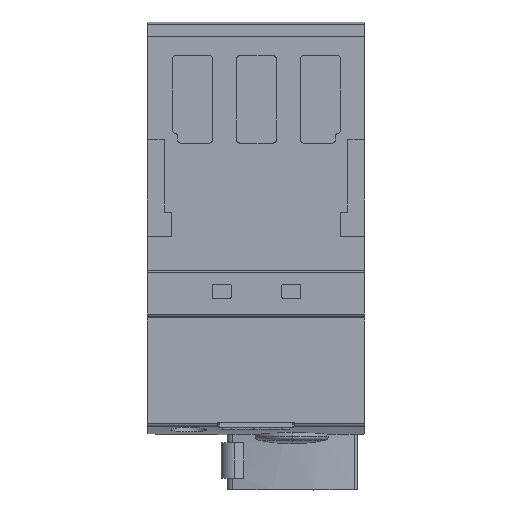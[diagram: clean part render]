
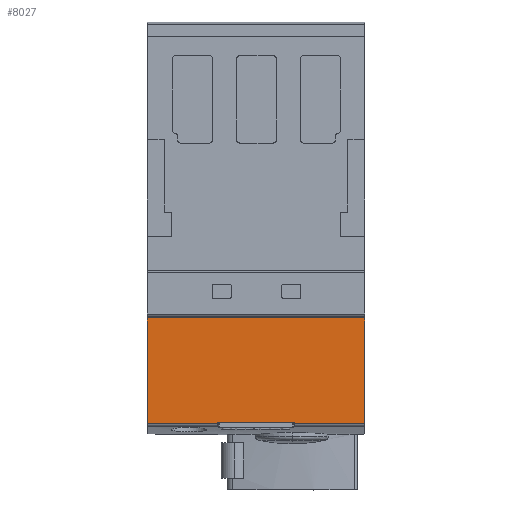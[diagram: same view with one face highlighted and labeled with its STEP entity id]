
A CAD part, top view. The second image highlights one B-rep face of the part: STEP entity #8027.
In plain terms, the highlighted planar face has unit normal (0, -0.004, 1).
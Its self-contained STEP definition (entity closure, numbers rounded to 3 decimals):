
#3439=VERTEX_POINT('',#9988);
#4183=EDGE_CURVE('',#5393,#5269,#10813,.T.);
#4487=EDGE_CURVE('',#3439,#5187,#11147,.T.);
#4519=VERTEX_POINT('',#11183);
#4847=EDGE_CURVE('',#4519,#6039,#11538,.T.);
#5115=EDGE_CURVE('',#8851,#5687,#11834,.T.);
#5187=VERTEX_POINT('',#11912);
#5269=VERTEX_POINT('',#12005);
#5393=VERTEX_POINT('',#12137);
#5687=VERTEX_POINT('',#12451);
#6039=VERTEX_POINT('',#12835);
#7239=EDGE_CURVE('',#3439,#5269,#14135,.T.);
#7865=EDGE_CURVE('',#5687,#5393,#14818,.T.);
#8027=ADVANCED_FACE('',(#14996),#14997,.T.);
#8455=EDGE_CURVE('',#5187,#4519,#15476,.T.);
#8851=VERTEX_POINT('',#15909);
#9625=EDGE_CURVE('',#8851,#6039,#16777,.T.);
#9988=CARTESIAN_POINT('',(-7.9,-83.151,22.909));
#10813=LINE('',#18401,#18402);
#11147=LINE('',#18859,#18860);
#11183=CARTESIAN_POINT('',(7.9,-82.958,22.91));
#11538=LINE('',#19479,#19480);
#11834=LINE('',#19928,#19929);
#11912=CARTESIAN_POINT('',(-7.9,-82.958,22.91));
#12005=CARTESIAN_POINT('',(-22.5,-83.151,22.909));
#12137=CARTESIAN_POINT('',(-22.5,-59.428,23.));
#12451=CARTESIAN_POINT('',(22.5,-59.428,23.));
#12835=CARTESIAN_POINT('',(7.9,-83.151,22.909));
#14135=LINE('',#23335,#23336);
#14818=LINE('',#24351,#24352);
#14996=FACE_OUTER_BOUND('',#24608,.T.);
#14997=PLANE('',#24609);
#15476=LINE('',#25318,#25319);
#15909=CARTESIAN_POINT('',(22.5,-83.151,22.909));
#16777=LINE('',#27159,#27160);
#18401=CARTESIAN_POINT('',(-22.5,-83.151,22.909));
#18402=VECTOR('',#28525,1.);
#18859=CARTESIAN_POINT('',(-7.9,-71.593,22.954));
#18860=VECTOR('',#28877,1.0);
#19479=CARTESIAN_POINT('',(7.9,-71.601,22.953));
#19480=VECTOR('',#29320,1.0);
#19928=CARTESIAN_POINT('',(22.5,-83.151,22.909));
#19929=VECTOR('',#29634,1.0);
#23335=CARTESIAN_POINT('',(22.5,-83.151,22.909));
#23336=VECTOR('',#32001,1.0);
#24351=CARTESIAN_POINT('',(22.5,-59.428,23.));
#24352=VECTOR('',#32734,1.0);
#24608=EDGE_LOOP('',(#32937,#32938,#32939,#32940,#32941,#32942,#32943,#32944));
#24609=AXIS2_PLACEMENT_3D('',#32945,#32946,#32947);
#25318=CARTESIAN_POINT('',(11.25,-82.958,22.91));
#25319=VECTOR('',#33548,1.0);
#27159=CARTESIAN_POINT('',(22.5,-83.151,22.909));
#27160=VECTOR('',#35106,1.0);
#28525=DIRECTION('',(-0.0,-1.,-0.004));
#28877=DIRECTION('',(0.0,1.,0.004));
#29320=DIRECTION('',(0.0,-1.,-0.004));
#29634=DIRECTION('',(0.0,1.,0.004));
#32001=DIRECTION('',(-1.0,0.0,0.0));
#32734=DIRECTION('',(-1.0,0.0,0.0));
#32937=ORIENTED_EDGE('',*,*,#4487,.T.);
#32938=ORIENTED_EDGE('',*,*,#8455,.T.);
#32939=ORIENTED_EDGE('',*,*,#4847,.T.);
#32940=ORIENTED_EDGE('',*,*,#9625,.F.);
#32941=ORIENTED_EDGE('',*,*,#5115,.T.);
#32942=ORIENTED_EDGE('',*,*,#7865,.T.);
#32943=ORIENTED_EDGE('',*,*,#4183,.T.);
#32944=ORIENTED_EDGE('',*,*,#7239,.F.);
#32945=CARTESIAN_POINT('',(22.5,-59.428,23.));
#32946=DIRECTION('',(0.0,-0.004,1.));
#32947=DIRECTION('',(0.0,1.,0.004));
#33548=DIRECTION('',(1.0,0.0,0.0));
#35106=DIRECTION('',(-1.0,0.0,0.0));
